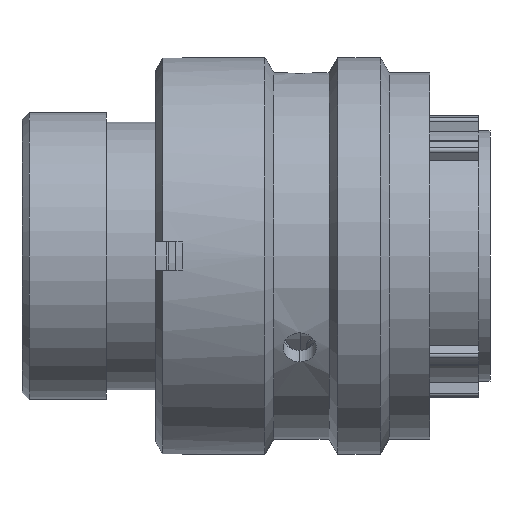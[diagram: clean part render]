
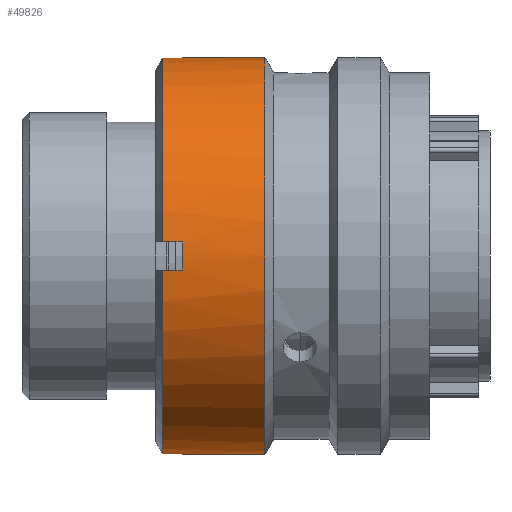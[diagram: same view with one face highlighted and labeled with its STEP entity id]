
A CAD part, front view. The second image highlights one B-rep face of the part: STEP entity #49826.
In plain terms, the highlighted cylindrical face has radius 14.15 mm (diameter 28.3 mm), a partial arc.
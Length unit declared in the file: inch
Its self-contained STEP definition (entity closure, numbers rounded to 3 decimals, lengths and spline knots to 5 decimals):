
#199 = LINE ( 'NONE', #200, #73841 ) ;
#200 = CARTESIAN_POINT ( 'NONE',  ( 1.14449, -0.03937, 0.55569 ) ) ;
#201 = DIRECTION ( 'NONE',  ( -1., 0., 0. ) ) ;
#4245 = CIRCLE ( 'NONE', #4249, 0.55709 ) ;
#4249 = AXIS2_PLACEMENT_3D ( 'NONE', #7108, #7109, #7110 ) ;
#5166 = CARTESIAN_POINT ( 'NONE',  ( 0.39449, -0.55569, 0.03937 ) ) ;
#5171 = CARTESIAN_POINT ( 'NONE',  ( 0.44961, -0.03937, 0.55569 ) ) ;
#5261 = CARTESIAN_POINT ( 'NONE',  ( 0.44961, 0., 0.55709 ) ) ;
#5277 = CARTESIAN_POINT ( 'NONE',  ( 0.39449, -0.03937, 0.55569 ) ) ;
#5281 = CARTESIAN_POINT ( 'NONE',  ( 0.39449, -0.55569, -0.03937 ) ) ;
#5324 = CARTESIAN_POINT ( 'NONE',  ( 0.44961, -0.03937, -0.55569 ) ) ;
#5403 = CARTESIAN_POINT ( 'NONE',  ( 0.68206, 0., 0.55709 ) ) ;
#5440 = CARTESIAN_POINT ( 'NONE',  ( 0.44961, -0.55569, 0.03937 ) ) ;
#5450 = CARTESIAN_POINT ( 'NONE',  ( 0.68206, 0., -0.55709 ) ) ;
#5510 = CARTESIAN_POINT ( 'NONE',  ( 0.39449, -0.03937, -0.55569 ) ) ;
#5543 = CARTESIAN_POINT ( 'NONE',  ( 0.44961, 0., -0.55709 ) ) ;
#5606 = CARTESIAN_POINT ( 'NONE',  ( 0.44961, -0.55569, -0.03937 ) ) ;
#7108 = CARTESIAN_POINT ( 'NONE',  ( 0.44961, 0., 0. ) ) ;
#7109 = DIRECTION ( 'NONE',  ( 1., 0., 0. ) ) ;
#7110 = DIRECTION ( 'NONE',  ( 0., 0., 1. ) ) ;
#10124 = LINE ( 'NONE', #10138, #10874 ) ;
#10138 = CARTESIAN_POINT ( 'NONE',  ( 1.14449, -0.55569, -0.03937 ) ) ;
#10139 = LINE ( 'NONE', #10140, #10872 ) ;
#10140 = CARTESIAN_POINT ( 'NONE',  ( 1.14449, -0.55569, 0.03937 ) ) ;
#10141 = DIRECTION ( 'NONE',  ( 1., 0., 0. ) ) ;
#10142 = LINE ( 'NONE', #10143, #10877 ) ;
#10143 = CARTESIAN_POINT ( 'NONE',  ( 1.14449, -0.03937, -0.55569 ) ) ;
#10144 = CARTESIAN_POINT ( 'NONE',  ( 0.44961, 0., 0. ) ) ;
#10145 = DIRECTION ( 'NONE',  ( 1., 0., 0. ) ) ;
#10146 = DIRECTION ( 'NONE',  ( 0., 0., 1. ) ) ;
#10147 = DIRECTION ( 'NONE',  ( -1., 0., 0. ) ) ;
#10148 = CARTESIAN_POINT ( 'NONE',  ( 0.39449, 0., 0. ) ) ;
#10149 = DIRECTION ( 'NONE',  ( 1., 0., 0. ) ) ;
#10150 = DIRECTION ( 'NONE',  ( 0., 0., -1. ) ) ;
#10151 = DIRECTION ( 'NONE',  ( 1., 0., 0. ) ) ;
#10154 = CARTESIAN_POINT ( 'NONE',  ( 0.44961, 0., 0. ) ) ;
#10155 = DIRECTION ( 'NONE',  ( 1., 0., 0. ) ) ;
#10156 = DIRECTION ( 'NONE',  ( 0., 0., 1. ) ) ;
#10158 = CARTESIAN_POINT ( 'NONE',  ( 0.68206, 0., 0. ) ) ;
#10159 = DIRECTION ( 'NONE',  ( 1., 0., 0. ) ) ;
#10160 = DIRECTION ( 'NONE',  ( 0., 0., -1. ) ) ;
#10871 = CIRCLE ( 'NONE', #10875, 0.55709 ) ;
#10872 = VECTOR ( 'NONE', #10141, 39.37008 ) ;
#10874 = VECTOR ( 'NONE', #10147, 39.37008 ) ;
#10875 = AXIS2_PLACEMENT_3D ( 'NONE', #10144, #10145, #10146 ) ;
#10876 = CIRCLE ( 'NONE', #10878, 0.55709 ) ;
#10877 = VECTOR ( 'NONE', #10151, 39.37008 ) ;
#10878 = AXIS2_PLACEMENT_3D ( 'NONE', #10148, #10149, #10150 ) ;
#10879 = CIRCLE ( 'NONE', #10881, 0.55709 ) ;
#10880 = CIRCLE ( 'NONE', #10883, 0.55709 ) ;
#10881 = AXIS2_PLACEMENT_3D ( 'NONE', #10154, #10155, #10156 ) ;
#10883 = AXIS2_PLACEMENT_3D ( 'NONE', #10158, #10159, #10160 ) ;
#12195 = LINE ( 'NONE', #12197, #12842 ) ;
#12197 = CARTESIAN_POINT ( 'NONE',  ( 1.14449, 0., -0.55709 ) ) ;
#12198 = DIRECTION ( 'NONE',  ( 1., 0., 0. ) ) ;
#12243 = LINE ( 'NONE', #12244, #12845 ) ;
#12244 = CARTESIAN_POINT ( 'NONE',  ( 1.14449, 0., 0.55709 ) ) ;
#12245 = DIRECTION ( 'NONE',  ( 1., 0., 0. ) ) ;
#12842 = VECTOR ( 'NONE', #12198, 39.37008 ) ;
#12845 = VECTOR ( 'NONE', #12245, 39.37008 ) ;
#28577 = CIRCLE ( 'NONE', #28581, 0.55709 ) ;
#28581 = AXIS2_PLACEMENT_3D ( 'NONE', #29791, #29792, #29793 ) ;
#29791 = CARTESIAN_POINT ( 'NONE',  ( 0.39449, 0., 0. ) ) ;
#29792 = DIRECTION ( 'NONE',  ( 1., 0., 0. ) ) ;
#29793 = DIRECTION ( 'NONE',  ( 0., 0., -1. ) ) ;
#36181 = EDGE_CURVE ( 'NONE', #51507, #51342, #12195, .T. ) ;
#36197 = EDGE_CURVE ( 'NONE', #51035, #51267, #12243, .T. ) ;
#38668 = ORIENTED_EDGE ( 'NONE', *, *, #36197, .F. ) ;
#38669 = ORIENTED_EDGE ( 'NONE', *, *, #54781, .T. ) ;
#38670 = ORIENTED_EDGE ( 'NONE', *, *, #49861, .T. ) ;
#38671 = ORIENTED_EDGE ( 'NONE', *, *, #42785, .T. ) ;
#38672 = ORIENTED_EDGE ( 'NONE', *, *, #55016, .T. ) ;
#38673 = ORIENTED_EDGE ( 'NONE', *, *, #55017, .T. ) ;
#38674 = ORIENTED_EDGE ( 'NONE', *, *, #55020, .T. ) ;
#38675 = ORIENTED_EDGE ( 'NONE', *, *, #55022, .T. ) ;
#38676 = ORIENTED_EDGE ( 'NONE', *, *, #55024, .T. ) ;
#38677 = ORIENTED_EDGE ( 'NONE', *, *, #55026, .T. ) ;
#38678 = ORIENTED_EDGE ( 'NONE', *, *, #36181, .T. ) ;
#38679 = ORIENTED_EDGE ( 'NONE', *, *, #55028, .F. ) ;
#40433 = EDGE_LOOP ( 'NONE', ( #38668, #38669, #38670, #38671, #38672, #38673, #38674, #38675, #38676, #38677, #38678, #38679 ) ) ;
#42785 = EDGE_CURVE ( 'NONE', #51062, #50858, #28577, .T. ) ;
#49826 = ADVANCED_FACE ( 'NONE', ( #77873 ), #77872, .T. ) ;
#49861 = EDGE_CURVE ( 'NONE', #50864, #51062, #199, .T. ) ;
#50858 = VERTEX_POINT ( 'NONE', #5166 ) ;
#50864 = VERTEX_POINT ( 'NONE', #5171 ) ;
#51035 = VERTEX_POINT ( 'NONE', #5261 ) ;
#51062 = VERTEX_POINT ( 'NONE', #5277 ) ;
#51067 = VERTEX_POINT ( 'NONE', #5281 ) ;
#51134 = VERTEX_POINT ( 'NONE', #5324 ) ;
#51267 = VERTEX_POINT ( 'NONE', #5403 ) ;
#51328 = VERTEX_POINT ( 'NONE', #5440 ) ;
#51342 = VERTEX_POINT ( 'NONE', #5450 ) ;
#51438 = VERTEX_POINT ( 'NONE', #5510 ) ;
#51507 = VERTEX_POINT ( 'NONE', #5543 ) ;
#51617 = VERTEX_POINT ( 'NONE', #5606 ) ;
#54781 = EDGE_CURVE ( 'NONE', #51035, #50864, #4245, .T. ) ;
#55016 = EDGE_CURVE ( 'NONE', #50858, #51328, #10139, .T. ) ;
#55017 = EDGE_CURVE ( 'NONE', #51328, #51617, #10871, .T. ) ;
#55020 = EDGE_CURVE ( 'NONE', #51617, #51067, #10124, .T. ) ;
#55022 = EDGE_CURVE ( 'NONE', #51067, #51438, #10876, .T. ) ;
#55024 = EDGE_CURVE ( 'NONE', #51438, #51134, #10142, .T. ) ;
#55026 = EDGE_CURVE ( 'NONE', #51134, #51507, #10879, .T. ) ;
#55028 = EDGE_CURVE ( 'NONE', #51267, #51342, #10880, .T. ) ;
#73423 = AXIS2_PLACEMENT_3D ( 'NONE', #77874, #77886, #77887 ) ;
#73841 = VECTOR ( 'NONE', #201, 39.37008 ) ;
#77872 = CYLINDRICAL_SURFACE ( 'NONE', #73423, 0.55709 ) ;
#77873 = FACE_OUTER_BOUND ( 'NONE', #40433, .T. ) ;
#77874 = CARTESIAN_POINT ( 'NONE',  ( 1.14449, 0., 0. ) ) ;
#77886 = DIRECTION ( 'NONE',  ( 1., 0., 0. ) ) ;
#77887 = DIRECTION ( 'NONE',  ( 0., 0., -1. ) ) ;
